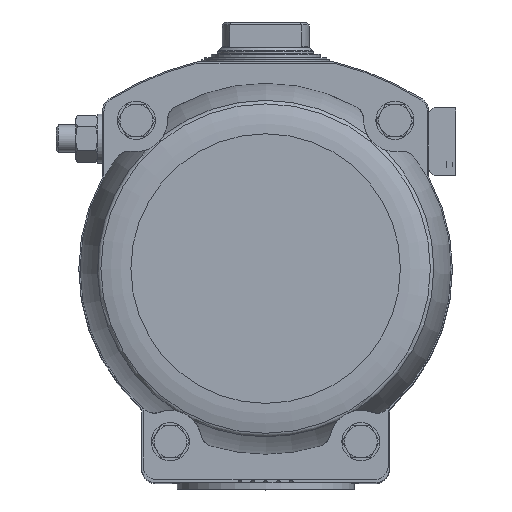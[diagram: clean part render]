
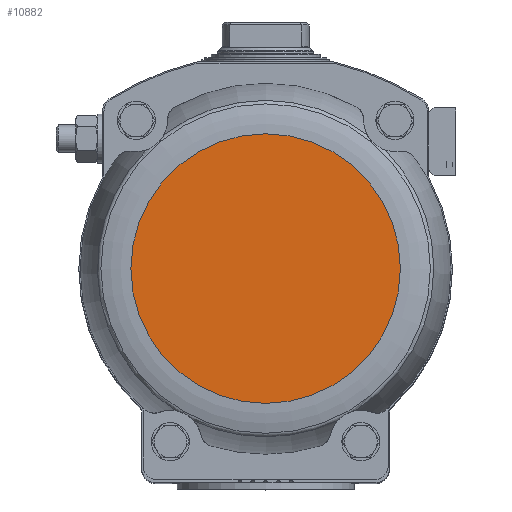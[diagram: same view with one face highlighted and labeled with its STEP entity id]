
A CAD part, top view. The second image highlights one B-rep face of the part: STEP entity #10882.
In plain terms, the highlighted planar face has unit normal (0, 0, 1).
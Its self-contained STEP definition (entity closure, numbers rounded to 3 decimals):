
#457=PLANE('',#12283);
#3594=ORIENTED_EDGE('',*,*,#5956,.T.);
#5956=EDGE_CURVE('',#7296,#7296,#8091,.T.);
#7296=VERTEX_POINT('',#18547);
#8091=CIRCLE('',#12282,99.019);
#8833=EDGE_LOOP('',(#3594));
#9835=FACE_BOUND('',#8833,.T.);
#10882=ADVANCED_FACE('',(#9835),#457,.F.);
#12282=AXIS2_PLACEMENT_3D('',#18546,#14658,#14659);
#12283=AXIS2_PLACEMENT_3D('',#18548,#14660,#14661);
#14658=DIRECTION('',(0.,0.,1.));
#14659=DIRECTION('',(1.,0.,0.));
#14660=DIRECTION('',(0.,0.,-1.));
#14661=DIRECTION('',(-1.,0.,0.));
#18546=CARTESIAN_POINT('',(0.,0.,318.));
#18547=CARTESIAN_POINT('',(99.019,0.,318.));
#18548=CARTESIAN_POINT('',(99.019,0.,318.));
